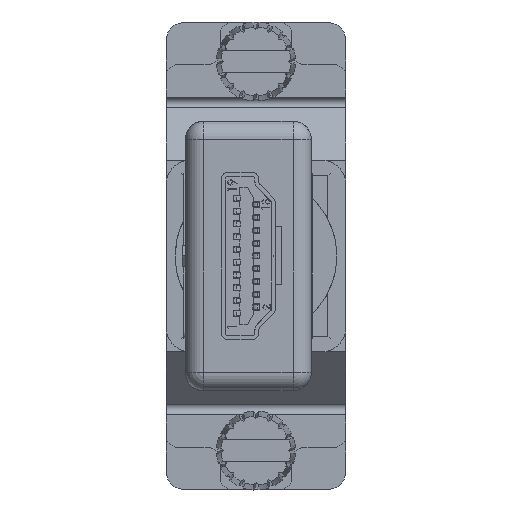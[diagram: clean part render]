
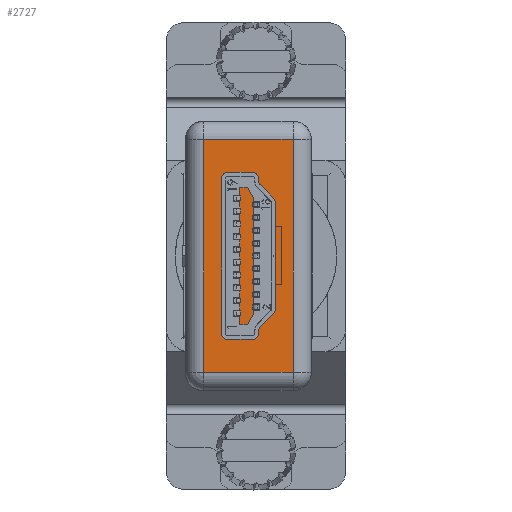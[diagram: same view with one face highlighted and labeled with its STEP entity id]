
A CAD part, left-side view. The second image highlights one B-rep face of the part: STEP entity #2727.
In plain terms, the highlighted face is planar.
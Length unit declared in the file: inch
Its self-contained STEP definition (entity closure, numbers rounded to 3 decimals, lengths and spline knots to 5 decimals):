
#2727 = ADVANCED_FACE ( 'NONE', ( #22802 ), #44548, .T. ) ;
#3815 = EDGE_CURVE ( 'NONE', #24486, #24480, #64492, .T. ) ;
#3816 = EDGE_CURVE ( 'NONE', #24480, #24470, #64486, .T. ) ;
#3967 = EDGE_CURVE ( 'NONE', #24470, #24472, #64738, .T. ) ;
#3970 = EDGE_CURVE ( 'NONE', #24472, #24486, #64744, .T. ) ;
#13834 = CARTESIAN_POINT ( 'NONE',  ( 0.383, 0.52, 0.147 ) ) ;
#13842 = CARTESIAN_POINT ( 'NONE',  ( 0.383, 0.52, -0.147 ) ) ;
#13852 = CARTESIAN_POINT ( 'NONE',  ( -0.383, 0.52, 0.147 ) ) ;
#13855 = CARTESIAN_POINT ( 'NONE',  ( -0.383, 0.52, -0.147 ) ) ;
#22802 = FACE_OUTER_BOUND ( 'NONE', #58474, .T. ) ;
#24470 = VERTEX_POINT ( 'NONE', #13855 ) ;
#24472 = VERTEX_POINT ( 'NONE', #13852 ) ;
#24480 = VERTEX_POINT ( 'NONE', #13842 ) ;
#24486 = VERTEX_POINT ( 'NONE', #13834 ) ;
#25255 = AXIS2_PLACEMENT_3D ( 'NONE', #44530, #44552, #44553 ) ;
#41141 = DIRECTION ( 'NONE',  ( 1., 0., 0. ) ) ;
#41165 = CARTESIAN_POINT ( 'NONE',  ( 0.443, 0.52, 0.147 ) ) ;
#41201 = DIRECTION ( 'NONE',  ( 0., 0., 1. ) ) ;
#41244 = CARTESIAN_POINT ( 'NONE',  ( -0.383, 0.52, 0.207 ) ) ;
#42785 = DIRECTION ( 'NONE',  ( -1., 0., 0. ) ) ;
#42786 = DIRECTION ( 'NONE',  ( 0., 0., -1. ) ) ;
#42788 = CARTESIAN_POINT ( 'NONE',  ( 0.383, 0.52, -0.207 ) ) ;
#42804 = CARTESIAN_POINT ( 'NONE',  ( -0.443, 0.52, -0.147 ) ) ;
#44530 = CARTESIAN_POINT ( 'NONE',  ( -0.443, 0.52, 0.207 ) ) ;
#44548 = PLANE ( 'NONE',  #25255 ) ;
#44552 = DIRECTION ( 'NONE',  ( 0., 1., 0. ) ) ;
#44553 = DIRECTION ( 'NONE',  ( 0., 0., 1. ) ) ;
#48285 = ORIENTED_EDGE ( 'NONE', *, *, #3816, .T. ) ;
#48354 = ORIENTED_EDGE ( 'NONE', *, *, #3970, .T. ) ;
#48355 = ORIENTED_EDGE ( 'NONE', *, *, #3967, .T. ) ;
#48356 = ORIENTED_EDGE ( 'NONE', *, *, #3815, .T. ) ;
#58474 = EDGE_LOOP ( 'NONE', ( #48356, #48285, #48355, #48354 ) ) ;
#64486 = LINE ( 'NONE', #42804, #64497 ) ;
#64492 = LINE ( 'NONE', #42788, #64495 ) ;
#64495 = VECTOR ( 'NONE', #42786, 39.37008 ) ;
#64497 = VECTOR ( 'NONE', #42785, 39.37008 ) ;
#64738 = LINE ( 'NONE', #41244, #64742 ) ;
#64742 = VECTOR ( 'NONE', #41201, 39.37008 ) ;
#64744 = LINE ( 'NONE', #41165, #64747 ) ;
#64747 = VECTOR ( 'NONE', #41141, 39.37008 ) ;
